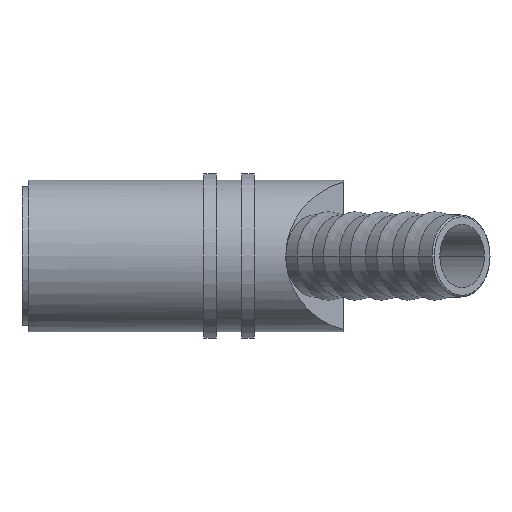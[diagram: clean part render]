
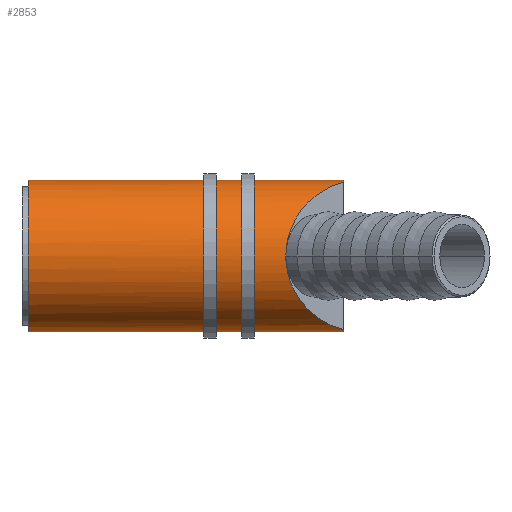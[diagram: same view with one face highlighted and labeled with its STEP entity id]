
A CAD part, front view. The second image highlights one B-rep face of the part: STEP entity #2853.
In plain terms, the highlighted cylindrical face has radius 12 mm (diameter 24 mm), a partial arc.
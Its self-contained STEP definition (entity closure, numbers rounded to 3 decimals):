
#79 = EDGE_CURVE ( 'NONE', #1794, #3266, #2051, .T. ) ;
#238 = CARTESIAN_POINT ( 'NONE',  ( 41.808, -12., 0. ) ) ;
#356 = CARTESIAN_POINT ( 'NONE',  ( 0., 0., 12. ) ) ;
#579 = ORIENTED_EDGE ( 'NONE', *, *, #3957, .T. ) ;
#588 = DIRECTION ( 'NONE',  ( -1., 0., 0. ) ) ;
#799 = CARTESIAN_POINT ( 'NONE',  ( 1., 0., -12. ) ) ;
#1024 = EDGE_CURVE ( 'NONE', #7037, #1794, #5501, .T. ) ;
#1036 = CARTESIAN_POINT ( 'NONE',  ( 41.808, -12., 0. ) ) ;
#1154 = CARTESIAN_POINT ( 'NONE',  ( 51., -2.808, -11.667 ) ) ;
#1368 = CARTESIAN_POINT ( 'NONE',  ( 51., -2.808, 11.667 ) ) ;
#1466 = DIRECTION ( 'NONE',  ( -1., 0., 0. ) ) ;
#1501 = DIRECTION ( 'NONE',  ( 0., 0., 1. ) ) ;
#1623 = CARTESIAN_POINT ( 'NONE',  ( 51., 0., 0. ) ) ;
#1794 = VERTEX_POINT ( 'NONE', #3868 ) ;
#2051 = LINE ( 'NONE', #356, #5747 ) ;
#2086 = ORIENTED_EDGE ( 'NONE', *, *, #79, .T. ) ;
#2507 = DIRECTION ( 'NONE',  ( 0., 0., 1. ) ) ;
#2552 = CIRCLE ( 'NONE', #3305, 12. ) ;
#2727 = CARTESIAN_POINT ( 'NONE',  ( 41.808, -12., 5.777 ) ) ;
#2751 = DIRECTION ( 'NONE',  ( -1., 0., 0. ) ) ;
#2840 = DIRECTION ( 'NONE',  ( 0., 0., 1. ) ) ;
#2853 = ADVANCED_FACE ( 'NONE', ( #5249 ), #6946, .T. ) ;
#2923 = CARTESIAN_POINT ( 'NONE',  ( 45.383, -8.425, -10.315 ) ) ;
#2945 = VERTEX_POINT ( 'NONE', #4897 ) ;
#3266 = VERTEX_POINT ( 'NONE', #7255 ) ;
#3305 = AXIS2_PLACEMENT_3D ( 'NONE', #7043, #6770, #2507 ) ;
#3435 = DIRECTION ( 'NONE',  ( -1., 0., 0. ) ) ;
#3463 = ORIENTED_EDGE ( 'NONE', *, *, #3904, .T. ) ;
#3733 = AXIS2_PLACEMENT_3D ( 'NONE', #6795, #1466, #1501 ) ;
#3831 = CARTESIAN_POINT ( 'NONE',  ( 51., -2.808, 11.667 ) ) ;
#3868 = CARTESIAN_POINT ( 'NONE',  ( 51., 0., 12. ) ) ;
#3904 = EDGE_CURVE ( 'NONE', #5520, #5549, #6418, .T. ) ;
#3957 = EDGE_CURVE ( 'NONE', #2945, #5520, #6727, .T. ) ;
#4086 = VERTEX_POINT ( 'NONE', #799 ) ;
#4239 = LINE ( 'NONE', #5984, #5806 ) ;
#4319 = AXIS2_PLACEMENT_3D ( 'NONE', #1623, #6434, #2840 ) ;
#4330 = EDGE_LOOP ( 'NONE', ( #4685, #579, #3463, #7707, #5034, #2086, #7406 ) ) ;
#4582 = EDGE_CURVE ( 'NONE', #2945, #4086, #4239, .T. ) ;
#4685 = ORIENTED_EDGE ( 'NONE', *, *, #4582, .F. ) ;
#4897 = CARTESIAN_POINT ( 'NONE',  ( 51., 0., -12. ) ) ;
#5034 = ORIENTED_EDGE ( 'NONE', *, *, #1024, .T. ) ;
#5249 = FACE_OUTER_BOUND ( 'NONE', #4330, .T. ) ;
#5501 = CIRCLE ( 'NONE', #3733, 12. ) ;
#5520 = VERTEX_POINT ( 'NONE', #5628 ) ;
#5549 = VERTEX_POINT ( 'NONE', #238 ) ;
#5628 = CARTESIAN_POINT ( 'NONE',  ( 51., -2.808, -11.667 ) ) ;
#5747 = VECTOR ( 'NONE', #2751, 1000. ) ;
#5804 = CARTESIAN_POINT ( 'NONE',  ( 0., 0., 0. ) ) ;
#5806 = VECTOR ( 'NONE', #588, 1000. ) ;
#5921 = CARTESIAN_POINT ( 'NONE',  ( 41.808, -12., -5.777 ) ) ;
#5984 = CARTESIAN_POINT ( 'NONE',  ( 0., 0., -12. ) ) ;
#6015 = AXIS2_PLACEMENT_3D ( 'NONE', #5804, #3435, #7651 ) ;
#6319 = CARTESIAN_POINT ( 'NONE',  ( 41.808, -12., 0. ) ) ;
#6418 =( BOUNDED_CURVE ( )  B_SPLINE_CURVE ( 3, ( #1154, #2923, #5921, #1036 ),
 .UNSPECIFIED., .F., .T. ) 
 B_SPLINE_CURVE_WITH_KNOTS ( ( 4, 4 ),
 ( 4.949, 6.283 ),
 .UNSPECIFIED. ) 
 CURVE ( )  GEOMETRIC_REPRESENTATION_ITEM ( )  RATIONAL_B_SPLINE_CURVE ( ( 1., 0.857, 0.857, 1. ) ) 
 REPRESENTATION_ITEM ( '' )  );
#6434 = DIRECTION ( 'NONE',  ( -1., 0., 0. ) ) ;
#6474 = EDGE_CURVE ( 'NONE', #5549, #7037, #7271, .T. ) ;
#6727 = CIRCLE ( 'NONE', #4319, 12. ) ;
#6770 = DIRECTION ( 'NONE',  ( -1., 0., 0. ) ) ;
#6795 = CARTESIAN_POINT ( 'NONE',  ( 51., 0., 0. ) ) ;
#6946 = CYLINDRICAL_SURFACE ( 'NONE', #6015, 12. ) ;
#6959 = EDGE_CURVE ( 'NONE', #4086, #3266, #2552, .T. ) ;
#7037 = VERTEX_POINT ( 'NONE', #1368 ) ;
#7043 = CARTESIAN_POINT ( 'NONE',  ( 1., 0., 0. ) ) ;
#7255 = CARTESIAN_POINT ( 'NONE',  ( 1., 0., 12. ) ) ;
#7271 =( BOUNDED_CURVE ( )  B_SPLINE_CURVE ( 3, ( #6319, #2727, #7535, #3831 ),
 .UNSPECIFIED., .F., .T. ) 
 B_SPLINE_CURVE_WITH_KNOTS ( ( 4, 4 ),
 ( 0., 1.335 ),
 .UNSPECIFIED. ) 
 CURVE ( )  GEOMETRIC_REPRESENTATION_ITEM ( )  RATIONAL_B_SPLINE_CURVE ( ( 1., 0.857, 0.857, 1. ) ) 
 REPRESENTATION_ITEM ( '' )  );
#7406 = ORIENTED_EDGE ( 'NONE', *, *, #6959, .F. ) ;
#7535 = CARTESIAN_POINT ( 'NONE',  ( 45.383, -8.425, 10.315 ) ) ;
#7651 = DIRECTION ( 'NONE',  ( 0., 0., 1. ) ) ;
#7707 = ORIENTED_EDGE ( 'NONE', *, *, #6474, .T. ) ;
